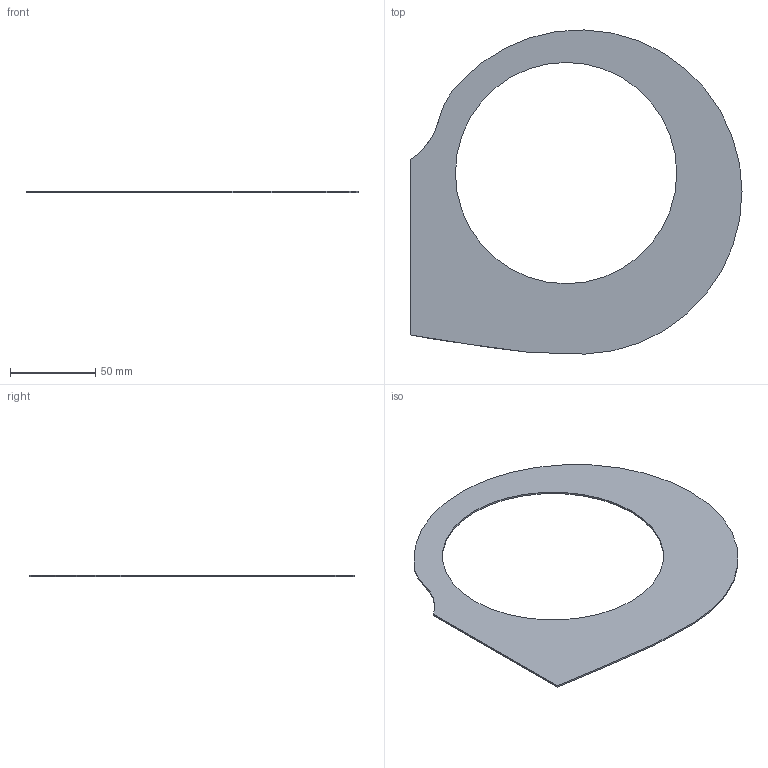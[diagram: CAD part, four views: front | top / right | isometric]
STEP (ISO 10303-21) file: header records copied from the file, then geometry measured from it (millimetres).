
FILE_DESCRIPTION(('FreeCAD Model'),'2;1');
FILE_NAME('Open CASCADE Shape Model','2025-09-04T17:44:31',(''),(''), 'Open CASCADE STEP processor 7.9','FreeCAD','Unknown');
FILE_SCHEMA(('AUTOMOTIVE_DESIGN { 1 0 10303 214 1 1 1 1 }'));
Length unit declared in the file: millimetre
Products named in the file (1): fan cap
Bounding box: 195 x 190.42 x 1 mm (x, y, z)
Volume: 17255.1 mm3; surface area: 35556 mm2
Topology: 1 solids, 1 shells, 7 faces, 15 edges, 10 vertices
Faces by surface type: plane 3, cylinder 2, extrusion 2
Full cylindrical faces by diameter (mm): 130 x1
Entity records: 245 total; most frequent: CARTESIAN_POINT 71, ORIENTED_EDGE 30, DIRECTION 27, EDGE_CURVE 15, AXIS2_PLACEMENT_3D 10, VERTEX_POINT 10, FACE_BOUND 9, EDGE_LOOP 9
